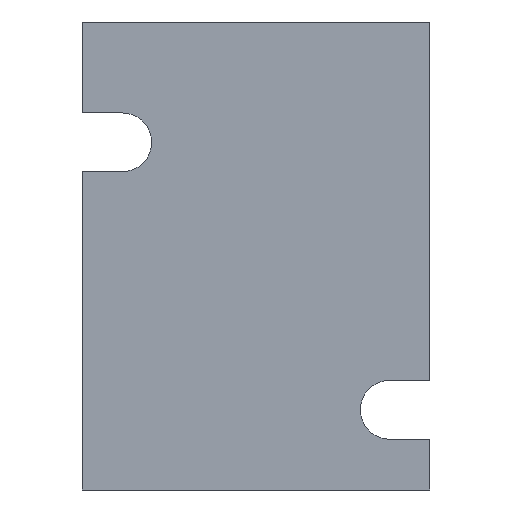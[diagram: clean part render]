
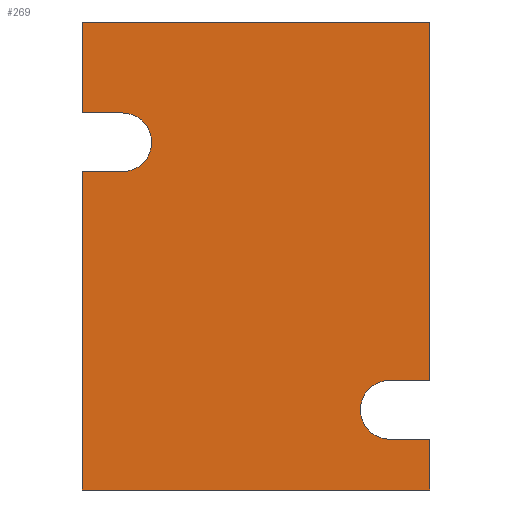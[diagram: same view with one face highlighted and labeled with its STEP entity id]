
A CAD part, front view. The second image highlights one B-rep face of the part: STEP entity #269.
In plain terms, the highlighted planar face has unit normal (0, -1, 0).
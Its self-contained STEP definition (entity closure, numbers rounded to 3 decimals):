
#15=CIRCLE('',#278,1.1);
#17=CIRCLE('',#286,1.1);
#33=FACE_OUTER_BOUND('',#47,.T.);
#47=EDGE_LOOP('',(#221,#222,#223,#224,#225,#226,#227,#228,#229,#230,#231,
#232));
#49=LINE('',#365,#81);
#53=LINE('',#373,#85);
#56=LINE('',#379,#88);
#59=LINE('',#385,#91);
#63=LINE('',#397,#95);
#66=LINE('',#403,#98);
#69=LINE('',#409,#101);
#72=LINE('',#415,#104);
#75=LINE('',#421,#107);
#79=LINE('',#432,#111);
#81=VECTOR('',#295,10.);
#85=VECTOR('',#301,10.);
#88=VECTOR('',#306,10.);
#91=VECTOR('',#311,10.);
#95=VECTOR('',#323,10.);
#98=VECTOR('',#328,10.);
#101=VECTOR('',#333,10.);
#104=VECTOR('',#338,10.);
#107=VECTOR('',#343,10.);
#111=VECTOR('',#355,10.);
#113=VERTEX_POINT('',#363);
#114=VERTEX_POINT('',#364);
#117=VERTEX_POINT('',#372);
#119=VERTEX_POINT('',#378);
#121=VERTEX_POINT('',#384);
#123=VERTEX_POINT('',#390);
#125=VERTEX_POINT('',#396);
#127=VERTEX_POINT('',#402);
#129=VERTEX_POINT('',#408);
#131=VERTEX_POINT('',#414);
#133=VERTEX_POINT('',#420);
#135=VERTEX_POINT('',#426);
#137=EDGE_CURVE('',#113,#114,#49,.T.);
#141=EDGE_CURVE('',#117,#113,#53,.T.);
#144=EDGE_CURVE('',#117,#119,#56,.T.);
#147=EDGE_CURVE('',#121,#119,#59,.T.);
#150=EDGE_CURVE('',#123,#121,#15,.T.);
#153=EDGE_CURVE('',#123,#125,#63,.T.);
#156=EDGE_CURVE('',#125,#127,#66,.T.);
#159=EDGE_CURVE('',#127,#129,#69,.T.);
#162=EDGE_CURVE('',#131,#129,#72,.T.);
#165=EDGE_CURVE('',#133,#131,#75,.T.);
#168=EDGE_CURVE('',#135,#133,#17,.T.);
#171=EDGE_CURVE('',#135,#114,#79,.T.);
#221=ORIENTED_EDGE('',*,*,#171,.T.);
#222=ORIENTED_EDGE('',*,*,#137,.F.);
#223=ORIENTED_EDGE('',*,*,#141,.F.);
#224=ORIENTED_EDGE('',*,*,#144,.T.);
#225=ORIENTED_EDGE('',*,*,#147,.F.);
#226=ORIENTED_EDGE('',*,*,#150,.F.);
#227=ORIENTED_EDGE('',*,*,#153,.T.);
#228=ORIENTED_EDGE('',*,*,#156,.T.);
#229=ORIENTED_EDGE('',*,*,#159,.T.);
#230=ORIENTED_EDGE('',*,*,#162,.F.);
#231=ORIENTED_EDGE('',*,*,#165,.F.);
#232=ORIENTED_EDGE('',*,*,#168,.F.);
#255=PLANE('',#289);
#269=ADVANCED_FACE('',(#33),#255,.T.);
#278=AXIS2_PLACEMENT_3D('',#391,#316,#317);
#286=AXIS2_PLACEMENT_3D('',#427,#348,#349);
#289=AXIS2_PLACEMENT_3D('',#434,#357,#358);
#295=DIRECTION('',(0.,0.,-1.));
#301=DIRECTION('',(1.,0.,0.));
#306=DIRECTION('',(0.,0.,-1.));
#311=DIRECTION('',(-1.,0.,0.));
#316=DIRECTION('center_axis',(0.,-1.,0.));
#317=DIRECTION('ref_axis',(1.,0.,0.));
#323=DIRECTION('',(-1.,0.,0.));
#328=DIRECTION('',(0.,0.,-1.));
#333=DIRECTION('',(1.,0.,0.));
#338=DIRECTION('',(0.,0.,-1.));
#343=DIRECTION('',(1.,0.,0.));
#348=DIRECTION('center_axis',(0.,-1.,0.));
#349=DIRECTION('ref_axis',(1.,0.,0.));
#355=DIRECTION('',(1.,0.,0.));
#357=DIRECTION('center_axis',(0.,-1.,0.));
#358=DIRECTION('ref_axis',(1.,0.,0.));
#363=CARTESIAN_POINT('',(-4.25,9.093,31.5));
#364=CARTESIAN_POINT('',(-4.25,9.093,18.1));
#365=CARTESIAN_POINT('',(-4.25,9.093,31.5));
#372=CARTESIAN_POINT('',(-17.25,9.093,31.5));
#373=CARTESIAN_POINT('',(-17.5,9.093,31.5));
#378=CARTESIAN_POINT('',(-17.25,9.093,28.1));
#379=CARTESIAN_POINT('',(-17.25,9.093,31.5));
#384=CARTESIAN_POINT('',(-15.75,9.093,28.1));
#385=CARTESIAN_POINT('',(-15.75,9.093,28.1));
#390=CARTESIAN_POINT('',(-15.75,9.093,25.9));
#391=CARTESIAN_POINT('Origin',(-15.75,9.093,27.));
#396=CARTESIAN_POINT('',(-17.25,9.093,25.9));
#397=CARTESIAN_POINT('',(-15.75,9.093,25.9));
#402=CARTESIAN_POINT('',(-17.25,9.093,14.));
#403=CARTESIAN_POINT('',(-17.25,9.093,31.5));
#408=CARTESIAN_POINT('',(-4.25,9.093,14.));
#409=CARTESIAN_POINT('',(-17.25,9.093,14.));
#414=CARTESIAN_POINT('',(-4.25,9.093,15.9));
#415=CARTESIAN_POINT('',(-4.25,9.093,31.5));
#420=CARTESIAN_POINT('',(-5.75,9.093,15.9));
#421=CARTESIAN_POINT('',(-5.75,9.093,15.9));
#426=CARTESIAN_POINT('',(-5.75,9.093,18.1));
#427=CARTESIAN_POINT('Origin',(-5.75,9.093,17.));
#432=CARTESIAN_POINT('',(-5.75,9.093,18.1));
#434=CARTESIAN_POINT('Origin',(-10.75,9.093,22.75));
